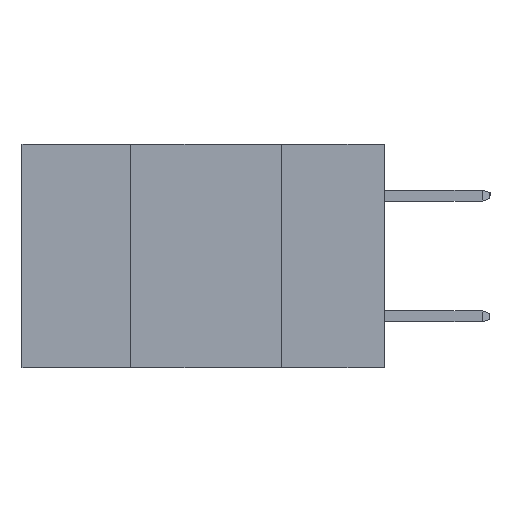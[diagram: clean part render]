
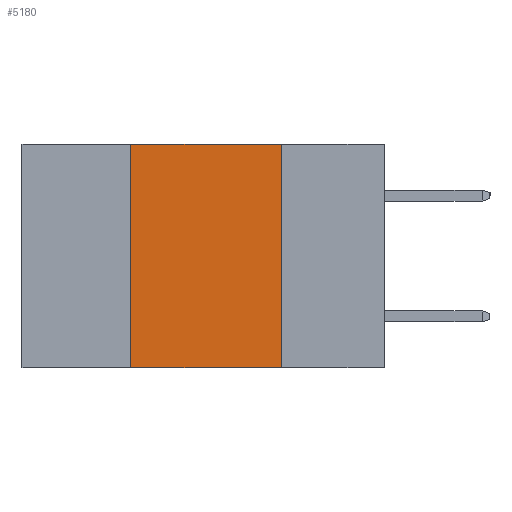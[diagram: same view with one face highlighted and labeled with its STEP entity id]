
A CAD part, left-side view. The second image highlights one B-rep face of the part: STEP entity #5180.
In plain terms, the highlighted planar face has unit normal (-1, 0, 0).
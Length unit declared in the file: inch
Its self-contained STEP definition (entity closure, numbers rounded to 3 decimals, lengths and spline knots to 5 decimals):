
#341 = DIRECTION ( 'NONE',  ( 0., 0., -1. ) ) ;
#510 = FACE_OUTER_BOUND ( 'NONE', #14617, .T. ) ;
#1250 = DIRECTION ( 'NONE',  ( 1., 0., 0. ) ) ;
#1609 = VECTOR ( 'NONE', #341, 39.37008 ) ;
#2561 = CARTESIAN_POINT ( 'NONE',  ( 0., 0.17, 0. ) ) ;
#2920 = ORIENTED_EDGE ( 'NONE', *, *, #17211, .F. ) ;
#3736 = ORIENTED_EDGE ( 'NONE', *, *, #25188, .F. ) ;
#3867 = VECTOR ( 'NONE', #7272, 39.37008 ) ;
#5180 = ADVANCED_FACE ( 'NONE', ( #510 ), #15015, .F. ) ;
#5541 = LINE ( 'NONE', #13674, #13989 ) ;
#6348 = ORIENTED_EDGE ( 'NONE', *, *, #7837, .T. ) ;
#7272 = DIRECTION ( 'NONE',  ( 0., -1., 0. ) ) ;
#7659 = CARTESIAN_POINT ( 'NONE',  ( 0., 0.42, -0.37 ) ) ;
#7837 = EDGE_CURVE ( 'NONE', #20135, #10228, #14771, .T. ) ;
#10228 = VERTEX_POINT ( 'NONE', #20683 ) ;
#10479 = CARTESIAN_POINT ( 'NONE',  ( 0., 0.17, -0.37 ) ) ;
#10603 = LINE ( 'NONE', #10479, #1609 ) ;
#11040 = DIRECTION ( 'NONE',  ( 0., -1., 0. ) ) ;
#12770 = EDGE_CURVE ( 'NONE', #21456, #20836, #13028, .T. ) ;
#13028 = LINE ( 'NONE', #13410, #3867 ) ;
#13410 = CARTESIAN_POINT ( 'NONE',  ( 0., 0.6, 0. ) ) ;
#13674 = CARTESIAN_POINT ( 'NONE',  ( 0., 0.42, -0.37 ) ) ;
#13989 = VECTOR ( 'NONE', #23891, 39.37008 ) ;
#14088 = ORIENTED_EDGE ( 'NONE', *, *, #12770, .F. ) ;
#14273 = VECTOR ( 'NONE', #11040, 39.37008 ) ;
#14617 = EDGE_LOOP ( 'NONE', ( #3736, #14088, #2920, #6348 ) ) ;
#14771 = LINE ( 'NONE', #20878, #14273 ) ;
#15015 = PLANE ( 'NONE',  #15963 ) ;
#15963 = AXIS2_PLACEMENT_3D ( 'NONE', #22847, #1250, #16753 ) ;
#16074 = CARTESIAN_POINT ( 'NONE',  ( 0., 0.42, 0. ) ) ;
#16753 = DIRECTION ( 'NONE',  ( 0., 0., -1. ) ) ;
#17211 = EDGE_CURVE ( 'NONE', #20135, #21456, #5541, .T. ) ;
#20135 = VERTEX_POINT ( 'NONE', #7659 ) ;
#20683 = CARTESIAN_POINT ( 'NONE',  ( 0., 0.17, -0.37 ) ) ;
#20836 = VERTEX_POINT ( 'NONE', #2561 ) ;
#20878 = CARTESIAN_POINT ( 'NONE',  ( 0., 0.6, -0.37 ) ) ;
#21456 = VERTEX_POINT ( 'NONE', #16074 ) ;
#22847 = CARTESIAN_POINT ( 'NONE',  ( 0., 0.6, 0. ) ) ;
#23891 = DIRECTION ( 'NONE',  ( 0., 0., 1. ) ) ;
#25188 = EDGE_CURVE ( 'NONE', #20836, #10228, #10603, .T. ) ;
